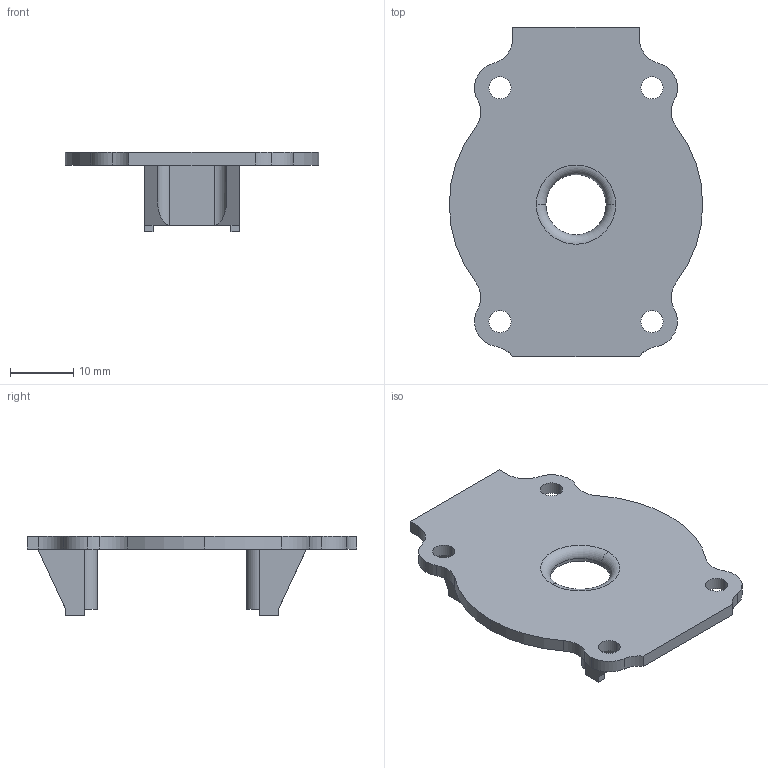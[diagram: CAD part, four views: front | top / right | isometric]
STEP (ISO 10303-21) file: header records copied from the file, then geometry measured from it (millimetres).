
FILE_DESCRIPTION (( 'STEP AP214' ), '1' );
FILE_NAME ('Tapa rotativa dron.STEP', '2025-03-24T08:41:46', ( 'Informatica' ), ( '' ), 'SwSTEP 2.0', 'SolidWorks 2025', '' );
FILE_SCHEMA (( 'AUTOMOTIVE_DESIGN' ));
Length unit declared in the file: millimetre
Products named in the file (1): Tapa rotativa dron
Bounding box: 40 x 52 x 12.5 mm (x, y, z)
Volume: 4725.3 mm3; surface area: 4540.8 mm2
Topology: 1 solids, 1 shells, 85 faces, 223 edges, 144 vertices
Faces by surface type: plane 42, cylinder 41, torus 2
Entity records: 2670 total; most frequent: DIRECTION 473, CARTESIAN_POINT 465, ORIENTED_EDGE 446, EDGE_CURVE 223, AXIS2_PLACEMENT_3D 168, VERTEX_POINT 144, VECTOR 137, LINE 137
